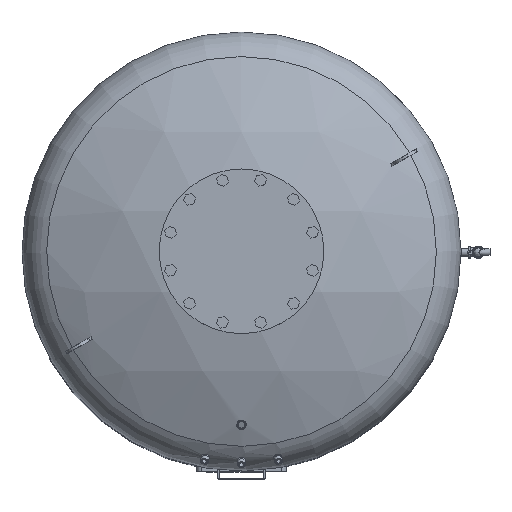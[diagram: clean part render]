
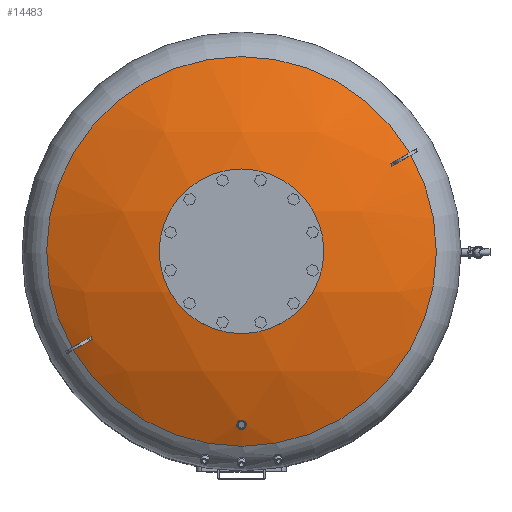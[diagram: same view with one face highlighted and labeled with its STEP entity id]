
A CAD part, top view. The second image highlights one B-rep face of the part: STEP entity #14483.
In plain terms, the highlighted spherical face has radius 1006 mm.
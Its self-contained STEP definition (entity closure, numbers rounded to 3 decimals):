
#40=SPHERICAL_SURFACE($,#15650,1006.);
#70=B_SPLINE_CURVE_WITH_KNOTS($,3,(#23103,#23104,#23105,#23106,#23107,#23108,
#23109,#23110,#23111,#23112,#23113,#23114,#23115,#23116,#23117,#23118,#23119,
#23120,#23121,#23122,#23123,#23124,#23125,#23126,#23127,#23128,#23129,#23130,
#23131,#23132,#23133,#23134,#23135,#23136,#23137,#23138,#23139,#23140,#23141,
#23142,#23143,#23144,#23145,#23146,#23147,#23148,#23149,#23150,#23151,#23152,
#23153,#23154,#23155,#23156,#23157,#23158,#23159,#23160,#23161,#23162,#23163,
#23164,#23165,#23166,#23167,#23168),.UNSPECIFIED.,.T.,.F.,(4,2,2,2,2,2,
2,2,2,2,2,2,2,2,2,2,2,2,2,2,2,2,2,2,2,2,2,2,2,2,2,2,4),(0.,1.998,
3.995,5.993,7.991,10.183,12.375,
14.566,16.758,18.949,21.139,23.33,
25.52,27.518,29.516,31.513,33.511,
35.508,37.506,39.503,41.501,43.692,
45.882,48.073,50.263,52.455,54.647,
56.839,59.03,61.028,63.026,65.024,
67.021),.UNSPECIFIED.);
#268=FACE_BOUND($,#2601,.T.);
#712=CIRCLE($,#15644,443.778);
#713=CIRCLE($,#15645,443.778);
#715=CIRCLE($,#15651,1005.996);
#716=CIRCLE($,#15652,1005.996);
#717=CIRCLE($,#15653,997.22);
#718=CIRCLE($,#15654,1005.996);
#719=CIRCLE($,#15655,1005.996);
#720=CIRCLE($,#15656,997.22);
#1597=FACE_OUTER_BOUND($,#2600,.T.);
#2600=EDGE_LOOP($,(#11501,#11502,#11503,#11504,#11505,#11506,#11507,#11508));
#2601=EDGE_LOOP($,(#11509));
#6819=VERTEX_POINT($,#22760);
#6822=VERTEX_POINT($,#22778);
#6823=VERTEX_POINT($,#22787);
#6826=VERTEX_POINT($,#22806);
#6834=VERTEX_POINT($,#23092);
#6835=VERTEX_POINT($,#23094);
#6836=VERTEX_POINT($,#23096);
#6837=VERTEX_POINT($,#23099);
#6838=VERTEX_POINT($,#23102);
#8512=EDGE_CURVE($,#6822,#6823,#712,.T.);
#8516=EDGE_CURVE($,#6826,#6819,#713,.T.);
#8524=EDGE_CURVE($,#6834,#6819,#715,.T.);
#8525=EDGE_CURVE($,#6826,#6835,#716,.T.);
#8526=EDGE_CURVE($,#6835,#6836,#717,.T.);
#8527=EDGE_CURVE($,#6836,#6823,#718,.T.);
#8528=EDGE_CURVE($,#6822,#6837,#719,.T.);
#8529=EDGE_CURVE($,#6837,#6834,#720,.T.);
#8530=EDGE_CURVE($,#6838,#6838,#70,.T.);
#11501=ORIENTED_EDGE($,*,*,#8524,.T.);
#11502=ORIENTED_EDGE($,*,*,#8516,.F.);
#11503=ORIENTED_EDGE($,*,*,#8525,.T.);
#11504=ORIENTED_EDGE($,*,*,#8526,.T.);
#11505=ORIENTED_EDGE($,*,*,#8527,.T.);
#11506=ORIENTED_EDGE($,*,*,#8512,.F.);
#11507=ORIENTED_EDGE($,*,*,#8528,.T.);
#11508=ORIENTED_EDGE($,*,*,#8529,.T.);
#11509=ORIENTED_EDGE($,*,*,#8530,.F.);
#14483=ADVANCED_FACE($,(#1597,#268),#40,.T.);
#15644=AXIS2_PLACEMENT_3D($,#22788,#18447,#18448);
#15645=AXIS2_PLACEMENT_3D($,#22815,#18449,#18450);
#15650=AXIS2_PLACEMENT_3D($,#23091,#18459,#18460);
#15651=AXIS2_PLACEMENT_3D($,#23093,#18461,#18462);
#15652=AXIS2_PLACEMENT_3D($,#23095,#18463,#18464);
#15653=AXIS2_PLACEMENT_3D($,#23097,#18465,#18466);
#15654=AXIS2_PLACEMENT_3D($,#23098,#18467,#18468);
#15655=AXIS2_PLACEMENT_3D($,#23100,#18469,#18470);
#15656=AXIS2_PLACEMENT_3D($,#23101,#18471,#18472);
#18447=DIRECTION('center_axis',(0.,0.,
-1.));
#18448=DIRECTION('ref_axis',(1.,0.,0.));
#18449=DIRECTION('center_axis',(0.,0.,
-1.));
#18450=DIRECTION('ref_axis',(1.,0.,0.));
#18459=DIRECTION('center_axis',(0.,-1.,0.));
#18460=DIRECTION('ref_axis',(-1.,0.,0.));
#18461=DIRECTION('center_axis',(0.5,-0.866,0.));
#18462=DIRECTION('ref_axis',(0.,0.,1.));
#18463=DIRECTION('center_axis',(0.5,-0.866,0.));
#18464=DIRECTION('ref_axis',(0.,0.,1.));
#18465=DIRECTION('center_axis',(-0.835,-0.482,0.267));
#18466=DIRECTION('ref_axis',(0.,0.485,0.875));
#18467=DIRECTION('center_axis',(-0.5,0.866,0.));
#18468=DIRECTION('ref_axis',(0.,0.,-1.));
#18469=DIRECTION('center_axis',(-0.5,0.866,0.));
#18470=DIRECTION('ref_axis',(0.,0.,-1.));
#18471=DIRECTION('center_axis',(0.835,0.482,0.267));
#18472=DIRECTION('ref_axis',(0.,0.485,-0.875));
#22760=CARTESIAN_POINT('',(-382.814,-224.482,1836.827));
#22778=CARTESIAN_POINT('',(-385.814,-219.286,1836.827));
#22787=CARTESIAN_POINT('',(382.814,224.482,1836.827));
#22788=CARTESIAN_POINT('Origin',(0.,0.,
1836.827));
#22806=CARTESIAN_POINT('',(385.814,219.286,1836.827));
#22815=CARTESIAN_POINT('Origin',(0.,0.,
1836.827));
#23091=CARTESIAN_POINT('Origin',(0.,0.,
934.));
#23092=CARTESIAN_POINT('',(-339.752,-199.62,1859.611));
#23093=CARTESIAN_POINT('Origin',(1.5,-2.598,934.));
#23094=CARTESIAN_POINT('',(342.752,194.424,1859.611));
#23095=CARTESIAN_POINT('Origin',(1.5,-2.598,934.));
#23096=CARTESIAN_POINT('',(339.752,199.62,1859.611));
#23097=CARTESIAN_POINT('Origin',(110.683,63.903,898.593));
#23098=CARTESIAN_POINT('Origin',(-1.5,2.598,934.));
#23099=CARTESIAN_POINT('',(-342.752,-194.424,1859.611));
#23100=CARTESIAN_POINT('Origin',(-1.5,2.598,934.));
#23101=CARTESIAN_POINT('Origin',(-110.683,-63.903,898.593));
#23102=CARTESIAN_POINT('',(0.,-405.65,1854.589));
#23103=CARTESIAN_POINT('Ctrl Pts',(0.,-405.65,1854.589));
#23104=CARTESIAN_POINT('Ctrl Pts',(0.666,-405.65,1854.589));
#23105=CARTESIAN_POINT('Ctrl Pts',(1.353,-405.586,1854.616));
#23106=CARTESIAN_POINT('Ctrl Pts',(2.714,-405.322,1854.73));
#23107=CARTESIAN_POINT('Ctrl Pts',(3.388,-405.121,1854.816));
#23108=CARTESIAN_POINT('Ctrl Pts',(4.677,-404.593,1855.042));
#23109=CARTESIAN_POINT('Ctrl Pts',(5.293,-404.267,1855.182));
#23110=CARTESIAN_POINT('Ctrl Pts',(6.428,-403.519,1855.503));
#23111=CARTESIAN_POINT('Ctrl Pts',(6.947,-403.098,1855.683));
#23112=CARTESIAN_POINT('Ctrl Pts',(7.909,-402.167,1856.082));
#23113=CARTESIAN_POINT('Ctrl Pts',(8.375,-401.618,1856.317));
#23114=CARTESIAN_POINT('Ctrl Pts',(9.192,-400.427,1856.827));
#23115=CARTESIAN_POINT('Ctrl Pts',(9.542,-399.785,1857.102));
#23116=CARTESIAN_POINT('Ctrl Pts',(10.101,-398.451,1857.673));
#23117=CARTESIAN_POINT('Ctrl Pts',(10.311,-397.758,1857.969));
#23118=CARTESIAN_POINT('Ctrl Pts',(10.585,-396.368,1858.563));
#23119=CARTESIAN_POINT('Ctrl Pts',(10.65,-395.672,1858.86));
#23120=CARTESIAN_POINT('Ctrl Pts',(10.65,-394.328,1859.434));
#23121=CARTESIAN_POINT('Ctrl Pts',(10.586,-393.632,1859.731));
#23122=CARTESIAN_POINT('Ctrl Pts',(10.311,-392.243,1860.324));
#23123=CARTESIAN_POINT('Ctrl Pts',(10.102,-391.55,1860.619));
#23124=CARTESIAN_POINT('Ctrl Pts',(9.542,-390.216,1861.188));
#23125=CARTESIAN_POINT('Ctrl Pts',(9.193,-389.574,1861.461));
#23126=CARTESIAN_POINT('Ctrl Pts',(8.376,-388.383,1861.968));
#23127=CARTESIAN_POINT('Ctrl Pts',(7.91,-387.834,1862.202));
#23128=CARTESIAN_POINT('Ctrl Pts',(6.948,-386.903,1862.598));
#23129=CARTESIAN_POINT('Ctrl Pts',(6.428,-386.482,1862.777));
#23130=CARTESIAN_POINT('Ctrl Pts',(5.293,-385.734,1863.095));
#23131=CARTESIAN_POINT('Ctrl Pts',(4.677,-385.407,1863.234));
#23132=CARTESIAN_POINT('Ctrl Pts',(3.388,-384.879,1863.458));
#23133=CARTESIAN_POINT('Ctrl Pts',(2.714,-384.678,1863.544));
#23134=CARTESIAN_POINT('Ctrl Pts',(1.352,-384.413,1863.656));
#23135=CARTESIAN_POINT('Ctrl Pts',(0.666,-384.35,1863.683));
#23136=CARTESIAN_POINT('Ctrl Pts',(-0.666,-384.35,1863.683));
#23137=CARTESIAN_POINT('Ctrl Pts',(-1.352,-384.413,
1863.656));
#23138=CARTESIAN_POINT('Ctrl Pts',(-2.714,-384.678,
1863.544));
#23139=CARTESIAN_POINT('Ctrl Pts',(-3.388,-384.879,
1863.458));
#23140=CARTESIAN_POINT('Ctrl Pts',(-4.677,-385.407,
1863.234));
#23141=CARTESIAN_POINT('Ctrl Pts',(-5.293,-385.734,
1863.095));
#23142=CARTESIAN_POINT('Ctrl Pts',(-6.428,-386.482,
1862.777));
#23143=CARTESIAN_POINT('Ctrl Pts',(-6.948,-386.903,
1862.598));
#23144=CARTESIAN_POINT('Ctrl Pts',(-7.91,-387.834,
1862.202));
#23145=CARTESIAN_POINT('Ctrl Pts',(-8.376,-388.383,
1861.968));
#23146=CARTESIAN_POINT('Ctrl Pts',(-9.193,-389.574,
1861.461));
#23147=CARTESIAN_POINT('Ctrl Pts',(-9.542,-390.216,1861.188));
#23148=CARTESIAN_POINT('Ctrl Pts',(-10.102,-391.55,
1860.619));
#23149=CARTESIAN_POINT('Ctrl Pts',(-10.311,-392.243,1860.324));
#23150=CARTESIAN_POINT('Ctrl Pts',(-10.586,-393.632,
1859.731));
#23151=CARTESIAN_POINT('Ctrl Pts',(-10.65,-394.328,1859.434));
#23152=CARTESIAN_POINT('Ctrl Pts',(-10.65,-395.672,1858.86));
#23153=CARTESIAN_POINT('Ctrl Pts',(-10.585,-396.368,1858.563));
#23154=CARTESIAN_POINT('Ctrl Pts',(-10.311,-397.758,1857.969));
#23155=CARTESIAN_POINT('Ctrl Pts',(-10.101,-398.451,
1857.673));
#23156=CARTESIAN_POINT('Ctrl Pts',(-9.542,-399.785,
1857.102));
#23157=CARTESIAN_POINT('Ctrl Pts',(-9.192,-400.427,1856.827));
#23158=CARTESIAN_POINT('Ctrl Pts',(-8.375,-401.618,
1856.317));
#23159=CARTESIAN_POINT('Ctrl Pts',(-7.909,-402.167,
1856.082));
#23160=CARTESIAN_POINT('Ctrl Pts',(-6.947,-403.098,
1855.683));
#23161=CARTESIAN_POINT('Ctrl Pts',(-6.428,-403.519,
1855.503));
#23162=CARTESIAN_POINT('Ctrl Pts',(-5.293,-404.267,
1855.182));
#23163=CARTESIAN_POINT('Ctrl Pts',(-4.677,-404.593,
1855.042));
#23164=CARTESIAN_POINT('Ctrl Pts',(-3.388,-405.121,1854.816));
#23165=CARTESIAN_POINT('Ctrl Pts',(-2.714,-405.322,
1854.73));
#23166=CARTESIAN_POINT('Ctrl Pts',(-1.353,-405.586,
1854.616));
#23167=CARTESIAN_POINT('Ctrl Pts',(-0.666,-405.65,1854.589));
#23168=CARTESIAN_POINT('Ctrl Pts',(0.,-405.65,1854.589));
